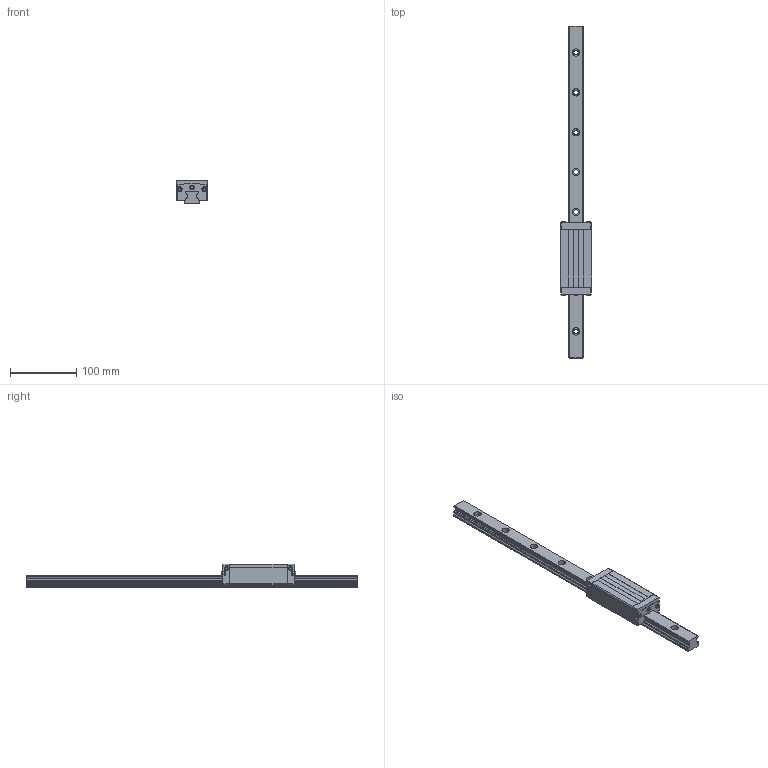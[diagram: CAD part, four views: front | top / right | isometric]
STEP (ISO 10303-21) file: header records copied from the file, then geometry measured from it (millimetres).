
FILE_DESCRIPTION(('STEP AP214'),'1');
FILE_NAME('kuve25-b-sl-w1-v1-g2_500-40_40.stp','2024-09-27T12:34:25',('TraceParts'),('TraceParts S.A.'),'Spatial InterOp 3D',' ',' ');
FILE_SCHEMA(('AUTOMOTIVE_DESIGN { 1 0 10303 214 1 1 1 1 }'));
Length unit declared in the file: millimetre
Products named in the file (1): kuve25-b-sl-w1-v1-g2_500-40_40_1
Bounding box: 48 x 500 x 36 mm (x, y, z)
Volume: 292677.8 mm3; surface area: 81875.1 mm2
Topology: 10 solids, 15 shells, 739 faces, 1888 edges, 1216 vertices
Faces by surface type: cylinder 310, plane 293, cone 120, torus 16
Entity records: 28468 total; most frequent: DIRECTION 4110, CARTESIAN_POINT 4029, ORIENTED_EDGE 3744, EDGE_CURVE 1872, AXIS2_PLACEMENT_3D 1537, VERTEX_POINT 1216, LINE 1036, VECTOR 1036
